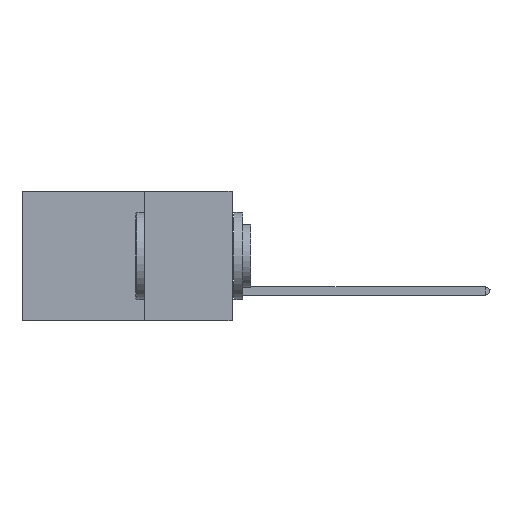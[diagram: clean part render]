
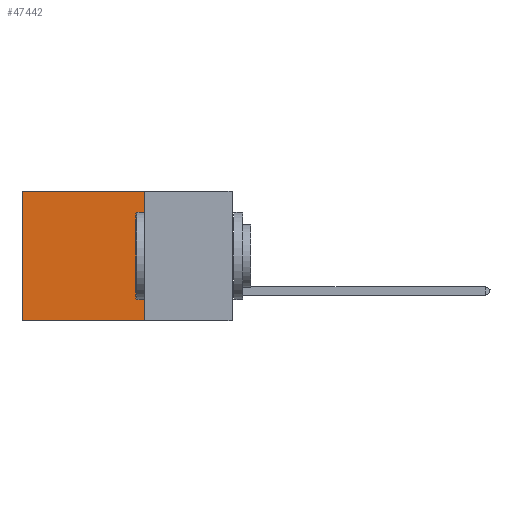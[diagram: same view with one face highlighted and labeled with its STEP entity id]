
A CAD part, left-side view. The second image highlights one B-rep face of the part: STEP entity #47442.
In plain terms, the highlighted planar face has unit normal (-1, 0, 0).
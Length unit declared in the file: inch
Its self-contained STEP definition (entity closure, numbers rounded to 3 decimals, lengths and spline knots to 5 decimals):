
#998 = VECTOR ( 'NONE', #43109, 39.37008 ) ;
#1717 = EDGE_LOOP ( 'NONE', ( #21606, #18556, #37824, #42528 ) ) ;
#2553 = LINE ( 'NONE', #31090, #14023 ) ;
#3702 = CARTESIAN_POINT ( 'NONE',  ( 0.2875, 0.25, -0.37 ) ) ;
#5883 = CARTESIAN_POINT ( 'NONE',  ( 0.2875, 0.25, 0. ) ) ;
#8498 = EDGE_CURVE ( 'NONE', #26118, #37434, #41476, .T. ) ;
#9444 = DIRECTION ( 'NONE',  ( 0., 1., 0. ) ) ;
#10757 = CARTESIAN_POINT ( 'NONE',  ( 0.2875, 0.6, 0. ) ) ;
#12912 = CARTESIAN_POINT ( 'NONE',  ( 0.2875, 0.25, 0. ) ) ;
#13947 = VERTEX_POINT ( 'NONE', #20534 ) ;
#14023 = VECTOR ( 'NONE', #45856, 39.37008 ) ;
#15891 = DIRECTION ( 'NONE',  ( 0., 0., -1. ) ) ;
#16363 = PLANE ( 'NONE',  #46387 ) ;
#18556 = ORIENTED_EDGE ( 'NONE', *, *, #26477, .F. ) ;
#19869 = VECTOR ( 'NONE', #38240, 39.37008 ) ;
#20068 = CARTESIAN_POINT ( 'NONE',  ( 0.2875, 0.25, 0. ) ) ;
#20534 = CARTESIAN_POINT ( 'NONE',  ( 0.2875, 0.6, -0.37 ) ) ;
#21606 = ORIENTED_EDGE ( 'NONE', *, *, #41810, .T. ) ;
#24525 = CARTESIAN_POINT ( 'NONE',  ( 0.2875, 0.25, 0. ) ) ;
#26118 = VERTEX_POINT ( 'NONE', #5883 ) ;
#26477 = EDGE_CURVE ( 'NONE', #40571, #13947, #2553, .T. ) ;
#28037 = LINE ( 'NONE', #24525, #998 ) ;
#29482 = VECTOR ( 'NONE', #9444, 39.37008 ) ;
#30782 = DIRECTION ( 'NONE',  ( 1., 0., 0. ) ) ;
#31090 = CARTESIAN_POINT ( 'NONE',  ( 0.2875, 0.25, -0.37 ) ) ;
#32220 = CARTESIAN_POINT ( 'NONE',  ( 0.2875, 0.6, 0. ) ) ;
#37434 = VERTEX_POINT ( 'NONE', #10757 ) ;
#37824 = ORIENTED_EDGE ( 'NONE', *, *, #40929, .F. ) ;
#38240 = DIRECTION ( 'NONE',  ( 0., 0., -1. ) ) ;
#39416 = LINE ( 'NONE', #32220, #19869 ) ;
#40571 = VERTEX_POINT ( 'NONE', #3702 ) ;
#40929 = EDGE_CURVE ( 'NONE', #26118, #40571, #28037, .T. ) ;
#40973 = FACE_OUTER_BOUND ( 'NONE', #1717, .T. ) ;
#41476 = LINE ( 'NONE', #12912, #29482 ) ;
#41810 = EDGE_CURVE ( 'NONE', #37434, #13947, #39416, .T. ) ;
#42528 = ORIENTED_EDGE ( 'NONE', *, *, #8498, .T. ) ;
#43109 = DIRECTION ( 'NONE',  ( 0., 0., -1. ) ) ;
#45856 = DIRECTION ( 'NONE',  ( 0., 1., 0. ) ) ;
#46387 = AXIS2_PLACEMENT_3D ( 'NONE', #20068, #30782, #15891 ) ;
#47442 = ADVANCED_FACE ( 'NONE', ( #40973 ), #16363, .F. ) ;
